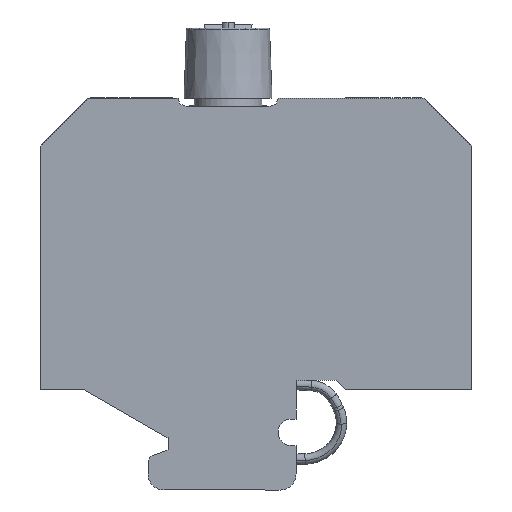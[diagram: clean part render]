
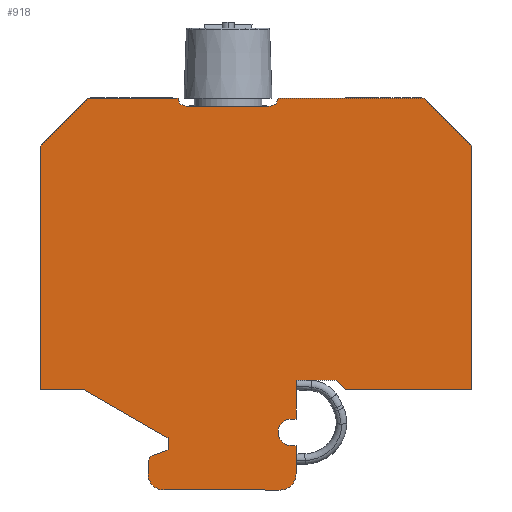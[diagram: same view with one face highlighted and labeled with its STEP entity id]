
A CAD part, left-side view. The second image highlights one B-rep face of the part: STEP entity #918.
In plain terms, the highlighted planar face has unit normal (-1, 0, 0).
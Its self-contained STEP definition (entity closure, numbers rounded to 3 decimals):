
#48=AXIS2_PLACEMENT_3D('Circle Axis2P3D',#46,#47,$) ;
#724=AXIS2_PLACEMENT_3D('Plane Axis2P3D',#721,#722,#723) ;
#779=AXIS2_PLACEMENT_3D('Circle Axis2P3D',#777,#778,$) ;
#793=AXIS2_PLACEMENT_3D('Circle Axis2P3D',#791,#792,$) ;
#807=AXIS2_PLACEMENT_3D('Circle Axis2P3D',#805,#806,$) ;
#828=AXIS2_PLACEMENT_3D('Circle Axis2P3D',#826,#827,$) ;
#887=AXIS2_PLACEMENT_3D('Circle Axis2P3D',#885,#886,$) ;
#41=CARTESIAN_POINT('Vertex',(0.,25.25,48.)) ;
#46=CARTESIAN_POINT('Axis2P3D Location',(0.,25.25,49.)) ;
#50=CARTESIAN_POINT('Vertex',(0.,24.25,49.)) ;
#695=CARTESIAN_POINT('Vertex',(0.,6.,49.)) ;
#698=CARTESIAN_POINT('Line Origine',(0.,3.,46.)) ;
#702=CARTESIAN_POINT('Vertex',(0.,0.,43.)) ;
#721=CARTESIAN_POINT('Axis2P3D Location',(0.,27.,12.5)) ;
#726=CARTESIAN_POINT('Line Origine',(0.,42.375,49.)) ;
#730=CARTESIAN_POINT('Vertex',(0.,36.75,49.)) ;
#732=CARTESIAN_POINT('Vertex',(0.,48.,49.)) ;
#735=CARTESIAN_POINT('Line Origine',(0.,51.,46.)) ;
#739=CARTESIAN_POINT('Vertex',(0.,54.,43.)) ;
#742=CARTESIAN_POINT('Line Origine',(0.,54.,27.75)) ;
#746=CARTESIAN_POINT('Vertex',(0.,54.,12.5)) ;
#749=CARTESIAN_POINT('Line Origine',(0.,51.196,12.5)) ;
#753=CARTESIAN_POINT('Vertex',(0.,48.392,12.5)) ;
#756=CARTESIAN_POINT('Line Origine',(0.,43.196,9.5)) ;
#760=CARTESIAN_POINT('Vertex',(0.,38.,6.5)) ;
#763=CARTESIAN_POINT('Line Origine',(0.,38.,5.75)) ;
#767=CARTESIAN_POINT('Vertex',(0.,38.,5.)) ;
#770=CARTESIAN_POINT('Line Origine',(0.,38.921,4.665)) ;
#774=CARTESIAN_POINT('Vertex',(0.,39.842,4.33)) ;
#777=CARTESIAN_POINT('Axis2P3D Location',(0.,39.5,3.39)) ;
#781=CARTESIAN_POINT('Vertex',(0.,40.5,3.39)) ;
#784=CARTESIAN_POINT('Line Origine',(0.,40.5,2.695)) ;
#788=CARTESIAN_POINT('Vertex',(0.,40.5,2.)) ;
#791=CARTESIAN_POINT('Axis2P3D Location',(0.,38.5,2.)) ;
#795=CARTESIAN_POINT('Vertex',(0.,38.5,0.)) ;
#798=CARTESIAN_POINT('Line Origine',(0.,31.25,0.)) ;
#802=CARTESIAN_POINT('Vertex',(0.,24.,0.)) ;
#805=CARTESIAN_POINT('Axis2P3D Location',(0.,24.,2.)) ;
#809=CARTESIAN_POINT('Vertex',(0.,22.,2.)) ;
#812=CARTESIAN_POINT('Line Origine',(0.,22.,3.775)) ;
#816=CARTESIAN_POINT('Vertex',(0.,22.,5.55)) ;
#819=CARTESIAN_POINT('Line Origine',(0.,22.3,5.55)) ;
#823=CARTESIAN_POINT('Vertex',(0.,22.6,5.55)) ;
#826=CARTESIAN_POINT('Axis2P3D Location',(0.,22.6,7.2)) ;
#830=CARTESIAN_POINT('Vertex',(0.,22.6,8.85)) ;
#833=CARTESIAN_POINT('Line Origine',(0.,22.3,8.85)) ;
#837=CARTESIAN_POINT('Vertex',(0.,22.,8.85)) ;
#840=CARTESIAN_POINT('Line Origine',(0.,22.,11.275)) ;
#844=CARTESIAN_POINT('Vertex',(0.,22.,13.7)) ;
#847=CARTESIAN_POINT('Line Origine',(0.,19.5,13.7)) ;
#851=CARTESIAN_POINT('Vertex',(0.,17.,13.7)) ;
#854=CARTESIAN_POINT('Line Origine',(0.,16.4,13.1)) ;
#858=CARTESIAN_POINT('Vertex',(0.,15.8,12.5)) ;
#861=CARTESIAN_POINT('Line Origine',(0.,7.9,12.5)) ;
#865=CARTESIAN_POINT('Vertex',(0.,0.,12.5)) ;
#868=CARTESIAN_POINT('Line Origine',(0.,0.,27.75)) ;
#873=CARTESIAN_POINT('Line Origine',(0.,15.125,49.)) ;
#878=CARTESIAN_POINT('Line Origine',(0.,30.5,48.)) ;
#882=CARTESIAN_POINT('Vertex',(0.,35.75,48.)) ;
#885=CARTESIAN_POINT('Axis2P3D Location',(0.,35.75,49.)) ;
#47=DIRECTION('Axis2P3D Direction',(-1.,0.,0.)) ;
#699=DIRECTION('Vector Direction',(0.,0.707,0.707)) ;
#722=DIRECTION('Axis2P3D Direction',(-1.,0.,0.)) ;
#723=DIRECTION('Axis2P3D XDirection',(0.,-1.,0.)) ;
#727=DIRECTION('Vector Direction',(0.,-1.,0.)) ;
#736=DIRECTION('Vector Direction',(0.,0.707,-0.707)) ;
#743=DIRECTION('Vector Direction',(0.,0.,1.)) ;
#750=DIRECTION('Vector Direction',(0.,1.,0.)) ;
#757=DIRECTION('Vector Direction',(0.,0.866,0.5)) ;
#764=DIRECTION('Vector Direction',(0.,0.,1.)) ;
#771=DIRECTION('Vector Direction',(0.,-0.94,0.342)) ;
#778=DIRECTION('Axis2P3D Direction',(-1.,0.,0.)) ;
#785=DIRECTION('Vector Direction',(0.,0.,1.)) ;
#792=DIRECTION('Axis2P3D Direction',(-1.,0.,0.)) ;
#799=DIRECTION('Vector Direction',(0.,1.,0.)) ;
#806=DIRECTION('Axis2P3D Direction',(-1.,0.,0.)) ;
#813=DIRECTION('Vector Direction',(0.,0.,-1.)) ;
#820=DIRECTION('Vector Direction',(0.,-1.,0.)) ;
#827=DIRECTION('Axis2P3D Direction',(-1.,0.,0.)) ;
#834=DIRECTION('Vector Direction',(0.,1.,0.)) ;
#841=DIRECTION('Vector Direction',(0.,0.,-1.)) ;
#848=DIRECTION('Vector Direction',(0.,1.,0.)) ;
#855=DIRECTION('Vector Direction',(0.,0.707,0.707)) ;
#862=DIRECTION('Vector Direction',(0.,-1.,0.)) ;
#869=DIRECTION('Vector Direction',(0.,0.,1.)) ;
#874=DIRECTION('Vector Direction',(0.,-1.,0.)) ;
#879=DIRECTION('Vector Direction',(0.,-1.,0.)) ;
#886=DIRECTION('Axis2P3D Direction',(-1.,0.,0.)) ;
#700=VECTOR('Line Direction',#699,1.) ;
#728=VECTOR('Line Direction',#727,1.) ;
#737=VECTOR('Line Direction',#736,1.) ;
#744=VECTOR('Line Direction',#743,1.) ;
#751=VECTOR('Line Direction',#750,1.) ;
#758=VECTOR('Line Direction',#757,1.) ;
#765=VECTOR('Line Direction',#764,1.) ;
#772=VECTOR('Line Direction',#771,1.) ;
#786=VECTOR('Line Direction',#785,1.) ;
#800=VECTOR('Line Direction',#799,1.) ;
#814=VECTOR('Line Direction',#813,1.) ;
#821=VECTOR('Line Direction',#820,1.) ;
#835=VECTOR('Line Direction',#834,1.) ;
#842=VECTOR('Line Direction',#841,1.) ;
#849=VECTOR('Line Direction',#848,1.) ;
#856=VECTOR('Line Direction',#855,1.) ;
#863=VECTOR('Line Direction',#862,1.) ;
#870=VECTOR('Line Direction',#869,1.) ;
#875=VECTOR('Line Direction',#874,1.) ;
#880=VECTOR('Line Direction',#879,1.) ;
#891=ORIENTED_EDGE('',*,*,#734,.T.) ;
#892=ORIENTED_EDGE('',*,*,#741,.T.) ;
#893=ORIENTED_EDGE('',*,*,#748,.T.) ;
#894=ORIENTED_EDGE('',*,*,#755,.T.) ;
#895=ORIENTED_EDGE('',*,*,#762,.T.) ;
#896=ORIENTED_EDGE('',*,*,#769,.T.) ;
#897=ORIENTED_EDGE('',*,*,#776,.T.) ;
#898=ORIENTED_EDGE('',*,*,#783,.T.) ;
#899=ORIENTED_EDGE('',*,*,#790,.T.) ;
#900=ORIENTED_EDGE('',*,*,#797,.T.) ;
#901=ORIENTED_EDGE('',*,*,#804,.T.) ;
#902=ORIENTED_EDGE('',*,*,#811,.T.) ;
#903=ORIENTED_EDGE('',*,*,#818,.T.) ;
#904=ORIENTED_EDGE('',*,*,#825,.T.) ;
#905=ORIENTED_EDGE('',*,*,#832,.T.) ;
#906=ORIENTED_EDGE('',*,*,#839,.T.) ;
#907=ORIENTED_EDGE('',*,*,#846,.T.) ;
#908=ORIENTED_EDGE('',*,*,#853,.T.) ;
#909=ORIENTED_EDGE('',*,*,#860,.T.) ;
#910=ORIENTED_EDGE('',*,*,#867,.T.) ;
#911=ORIENTED_EDGE('',*,*,#872,.T.) ;
#912=ORIENTED_EDGE('',*,*,#704,.T.) ;
#913=ORIENTED_EDGE('',*,*,#877,.T.) ;
#914=ORIENTED_EDGE('',*,*,#52,.F.) ;
#915=ORIENTED_EDGE('',*,*,#884,.F.) ;
#916=ORIENTED_EDGE('',*,*,#889,.F.) ;
#918=ADVANCED_FACE('KLTR',(#917),#725,.T.) ;
#49=CIRCLE('generated circle',#48,1.) ;
#780=CIRCLE('generated circle',#779,1.) ;
#794=CIRCLE('generated circle',#793,2.) ;
#808=CIRCLE('generated circle',#807,2.) ;
#829=CIRCLE('generated circle',#828,1.65) ;
#888=CIRCLE('generated circle',#887,1.) ;
#52=EDGE_CURVE('',#42,#51,#49,.T.) ;
#704=EDGE_CURVE('',#703,#696,#701,.T.) ;
#734=EDGE_CURVE('',#731,#733,#729,.F.) ;
#741=EDGE_CURVE('',#733,#740,#738,.T.) ;
#748=EDGE_CURVE('',#740,#747,#745,.F.) ;
#755=EDGE_CURVE('',#747,#754,#752,.F.) ;
#762=EDGE_CURVE('',#754,#761,#759,.F.) ;
#769=EDGE_CURVE('',#761,#768,#766,.F.) ;
#776=EDGE_CURVE('',#768,#775,#773,.F.) ;
#783=EDGE_CURVE('',#775,#782,#780,.T.) ;
#790=EDGE_CURVE('',#782,#789,#787,.F.) ;
#797=EDGE_CURVE('',#789,#796,#794,.T.) ;
#804=EDGE_CURVE('',#796,#803,#801,.F.) ;
#811=EDGE_CURVE('',#803,#810,#808,.T.) ;
#818=EDGE_CURVE('',#810,#817,#815,.F.) ;
#825=EDGE_CURVE('',#817,#824,#822,.F.) ;
#832=EDGE_CURVE('',#824,#831,#829,.F.) ;
#839=EDGE_CURVE('',#831,#838,#836,.F.) ;
#846=EDGE_CURVE('',#838,#845,#843,.F.) ;
#853=EDGE_CURVE('',#845,#852,#850,.F.) ;
#860=EDGE_CURVE('',#852,#859,#857,.F.) ;
#867=EDGE_CURVE('',#859,#866,#864,.T.) ;
#872=EDGE_CURVE('',#866,#703,#871,.T.) ;
#877=EDGE_CURVE('',#696,#51,#876,.F.) ;
#884=EDGE_CURVE('',#883,#42,#881,.T.) ;
#889=EDGE_CURVE('',#731,#883,#888,.T.) ;
#890=EDGE_LOOP('',(#891,#892,#893,#894,#895,#896,#897,#898,#899,#900,#901,#902,#903,#904,#905,#906,#907,#908,#909,#910,#911,#912,#913,#914,#915,#916)) ;
#917=FACE_OUTER_BOUND('',#890,.T.) ;
#701=LINE('Line',#698,#700) ;
#729=LINE('Line',#726,#728) ;
#738=LINE('Line',#735,#737) ;
#745=LINE('Line',#742,#744) ;
#752=LINE('Line',#749,#751) ;
#759=LINE('Line',#756,#758) ;
#766=LINE('Line',#763,#765) ;
#773=LINE('Line',#770,#772) ;
#787=LINE('Line',#784,#786) ;
#801=LINE('Line',#798,#800) ;
#815=LINE('Line',#812,#814) ;
#822=LINE('Line',#819,#821) ;
#836=LINE('Line',#833,#835) ;
#843=LINE('Line',#840,#842) ;
#850=LINE('Line',#847,#849) ;
#857=LINE('Line',#854,#856) ;
#864=LINE('Line',#861,#863) ;
#871=LINE('Line',#868,#870) ;
#876=LINE('Line',#873,#875) ;
#881=LINE('Line',#878,#880) ;
#725=PLANE('',#724) ;
#42=VERTEX_POINT('',#41) ;
#51=VERTEX_POINT('',#50) ;
#696=VERTEX_POINT('',#695) ;
#703=VERTEX_POINT('',#702) ;
#731=VERTEX_POINT('',#730) ;
#733=VERTEX_POINT('',#732) ;
#740=VERTEX_POINT('',#739) ;
#747=VERTEX_POINT('',#746) ;
#754=VERTEX_POINT('',#753) ;
#761=VERTEX_POINT('',#760) ;
#768=VERTEX_POINT('',#767) ;
#775=VERTEX_POINT('',#774) ;
#782=VERTEX_POINT('',#781) ;
#789=VERTEX_POINT('',#788) ;
#796=VERTEX_POINT('',#795) ;
#803=VERTEX_POINT('',#802) ;
#810=VERTEX_POINT('',#809) ;
#817=VERTEX_POINT('',#816) ;
#824=VERTEX_POINT('',#823) ;
#831=VERTEX_POINT('',#830) ;
#838=VERTEX_POINT('',#837) ;
#845=VERTEX_POINT('',#844) ;
#852=VERTEX_POINT('',#851) ;
#859=VERTEX_POINT('',#858) ;
#866=VERTEX_POINT('',#865) ;
#883=VERTEX_POINT('',#882) ;
